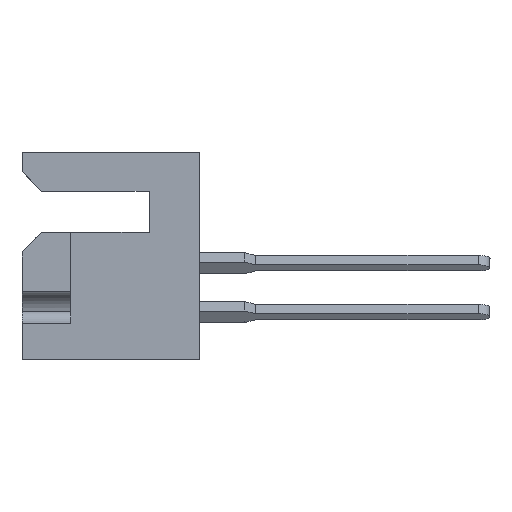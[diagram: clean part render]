
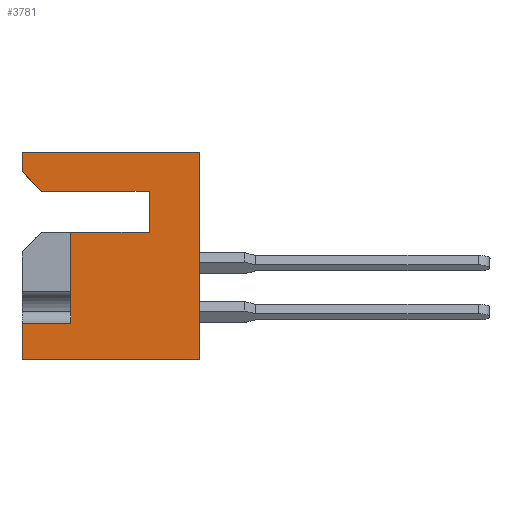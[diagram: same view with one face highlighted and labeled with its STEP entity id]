
A CAD part, left-side view. The second image highlights one B-rep face of the part: STEP entity #3781.
In plain terms, the highlighted planar face has unit normal (-1, 0, 0).
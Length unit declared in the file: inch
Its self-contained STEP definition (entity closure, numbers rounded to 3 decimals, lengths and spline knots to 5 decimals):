
#77 = EDGE_CURVE ( 'NONE', #9018, #18801, #2357, .T. ) ;
#247 = DIRECTION ( 'NONE',  ( 1., 0., 0. ) ) ;
#470 = DIRECTION ( 'NONE',  ( 0., 0., 1. ) ) ;
#636 = CARTESIAN_POINT ( 'NONE',  ( 0., 0.128, -0.1 ) ) ;
#796 = ORIENTED_EDGE ( 'NONE', *, *, #18476, .F. ) ;
#1230 = VERTEX_POINT ( 'NONE', #8326 ) ;
#1856 = VECTOR ( 'NONE', #9736, 39.37008 ) ;
#1879 = VECTOR ( 'NONE', #13515, 39.37008 ) ;
#2357 = LINE ( 'NONE', #5462, #18315 ) ;
#2712 = ORIENTED_EDGE ( 'NONE', *, *, #3205, .T. ) ;
#3001 = EDGE_CURVE ( 'NONE', #5805, #18801, #9757, .T. ) ;
#3084 = LINE ( 'NONE', #12167, #1879 ) ;
#3173 = DIRECTION ( 'NONE',  ( 0., 0., -1. ) ) ;
#3205 = EDGE_CURVE ( 'NONE', #1230, #18638, #12636, .T. ) ;
#3554 = LINE ( 'NONE', #11662, #12965 ) ;
#3781 = ADVANCED_FACE ( 'NONE', ( #7369 ), #18493, .F. ) ;
#3790 = CARTESIAN_POINT ( 'NONE',  ( 0., 0.328, -0.437 ) ) ;
#3795 = VECTOR ( 'NONE', #16416, 39.37008 ) ;
#4132 = CARTESIAN_POINT ( 'NONE',  ( 0., 0.403, -0.1 ) ) ;
#4224 = CARTESIAN_POINT ( 'NONE',  ( 0., 0.128, -0.205 ) ) ;
#4509 = CARTESIAN_POINT ( 'NONE',  ( 0., 0.328, -0.205 ) ) ;
#4722 = LINE ( 'NONE', #636, #16544 ) ;
#5323 = DIRECTION ( 'NONE',  ( 0., 0., 1. ) ) ;
#5391 = ORIENTED_EDGE ( 'NONE', *, *, #3001, .F. ) ;
#5462 = CARTESIAN_POINT ( 'NONE',  ( 0., 0.403, -0.1 ) ) ;
#5674 = VECTOR ( 'NONE', #9921, 39.37008 ) ;
#5692 = CARTESIAN_POINT ( 'NONE',  ( 0., 0., 0. ) ) ;
#5805 = VERTEX_POINT ( 'NONE', #11940 ) ;
#5904 = VECTOR ( 'NONE', #15126, 39.37008 ) ;
#6036 = EDGE_CURVE ( 'NONE', #13292, #10716, #18299, .T. ) ;
#6092 = EDGE_CURVE ( 'NONE', #16293, #10716, #18526, .T. ) ;
#6568 = ORIENTED_EDGE ( 'NONE', *, *, #6036, .F. ) ;
#6654 = CARTESIAN_POINT ( 'NONE',  ( 0., 0.453, 0. ) ) ;
#6679 = EDGE_CURVE ( 'NONE', #9018, #7091, #16833, .T. ) ;
#6916 = VECTOR ( 'NONE', #11560, 39.37008 ) ;
#7091 = VERTEX_POINT ( 'NONE', #11642 ) ;
#7369 = FACE_OUTER_BOUND ( 'NONE', #13558, .T. ) ;
#7938 = CARTESIAN_POINT ( 'NONE',  ( 0., 0., 0. ) ) ;
#8326 = CARTESIAN_POINT ( 'NONE',  ( 0., 0., -0.531 ) ) ;
#8618 = ORIENTED_EDGE ( 'NONE', *, *, #6679, .F. ) ;
#8647 = CARTESIAN_POINT ( 'NONE',  ( 0., 0.453, -0.531 ) ) ;
#9018 = VERTEX_POINT ( 'NONE', #11550 ) ;
#9078 = VERTEX_POINT ( 'NONE', #4224 ) ;
#9128 = VECTOR ( 'NONE', #470, 39.37008 ) ;
#9736 = DIRECTION ( 'NONE',  ( 0., 1., 0. ) ) ;
#9757 = LINE ( 'NONE', #17148, #5674 ) ;
#9921 = DIRECTION ( 'NONE',  ( 0., 1., 0. ) ) ;
#9986 = DIRECTION ( 'NONE',  ( 0., 1., 0. ) ) ;
#10716 = VERTEX_POINT ( 'NONE', #15600 ) ;
#10786 = CARTESIAN_POINT ( 'NONE',  ( 0., 0.453, 0. ) ) ;
#11550 = CARTESIAN_POINT ( 'NONE',  ( 0., 0.453, -0.05 ) ) ;
#11560 = DIRECTION ( 'NONE',  ( 0., -1., 0. ) ) ;
#11642 = CARTESIAN_POINT ( 'NONE',  ( 0., 0.453, 0. ) ) ;
#11662 = CARTESIAN_POINT ( 'NONE',  ( 0., 0.128, -0.205 ) ) ;
#11681 = CARTESIAN_POINT ( 'NONE',  ( 0., 0.328, -0.205 ) ) ;
#11940 = CARTESIAN_POINT ( 'NONE',  ( 0., 0.128, -0.1 ) ) ;
#11989 = LINE ( 'NONE', #11681, #3795 ) ;
#12167 = CARTESIAN_POINT ( 'NONE',  ( 0., 0.453, 0. ) ) ;
#12636 = LINE ( 'NONE', #5692, #5904 ) ;
#12905 = ORIENTED_EDGE ( 'NONE', *, *, #13957, .T. ) ;
#12965 = VECTOR ( 'NONE', #9986, 39.37008 ) ;
#13276 = EDGE_CURVE ( 'NONE', #9078, #14210, #3554, .T. ) ;
#13292 = VERTEX_POINT ( 'NONE', #8647 ) ;
#13368 = AXIS2_PLACEMENT_3D ( 'NONE', #10786, #247, #3173 ) ;
#13515 = DIRECTION ( 'NONE',  ( 0., -1., 0. ) ) ;
#13558 = EDGE_LOOP ( 'NONE', ( #16164, #6568, #12905, #2712, #796, #8618, #17075, #5391, #15218, #16686, #17649 ) ) ;
#13957 = EDGE_CURVE ( 'NONE', #13292, #1230, #19944, .T. ) ;
#13960 = CARTESIAN_POINT ( 'NONE',  ( 0., 0.453, 0. ) ) ;
#14210 = VERTEX_POINT ( 'NONE', #4509 ) ;
#14685 = DIRECTION ( 'NONE',  ( 0., -0.707, -0.707 ) ) ;
#14985 = CARTESIAN_POINT ( 'NONE',  ( 0., 0.328, -0.437 ) ) ;
#15126 = DIRECTION ( 'NONE',  ( 0., 0., 1. ) ) ;
#15218 = ORIENTED_EDGE ( 'NONE', *, *, #19980, .F. ) ;
#15600 = CARTESIAN_POINT ( 'NONE',  ( 0., 0.453, -0.437 ) ) ;
#16164 = ORIENTED_EDGE ( 'NONE', *, *, #6092, .T. ) ;
#16240 = CARTESIAN_POINT ( 'NONE',  ( 0., 0.453, -0.531 ) ) ;
#16293 = VERTEX_POINT ( 'NONE', #14985 ) ;
#16416 = DIRECTION ( 'NONE',  ( 0., 0., 1. ) ) ;
#16544 = VECTOR ( 'NONE', #5323, 39.37008 ) ;
#16686 = ORIENTED_EDGE ( 'NONE', *, *, #13276, .T. ) ;
#16833 = LINE ( 'NONE', #13960, #19955 ) ;
#17075 = ORIENTED_EDGE ( 'NONE', *, *, #77, .T. ) ;
#17148 = CARTESIAN_POINT ( 'NONE',  ( 0., 0.128, -0.1 ) ) ;
#17649 = ORIENTED_EDGE ( 'NONE', *, *, #18853, .F. ) ;
#18299 = LINE ( 'NONE', #6654, #9128 ) ;
#18315 = VECTOR ( 'NONE', #14685, 39.37008 ) ;
#18476 = EDGE_CURVE ( 'NONE', #7091, #18638, #3084, .T. ) ;
#18493 = PLANE ( 'NONE',  #13368 ) ;
#18526 = LINE ( 'NONE', #3790, #1856 ) ;
#18638 = VERTEX_POINT ( 'NONE', #7938 ) ;
#18801 = VERTEX_POINT ( 'NONE', #4132 ) ;
#18853 = EDGE_CURVE ( 'NONE', #16293, #14210, #11989, .T. ) ;
#19944 = LINE ( 'NONE', #16240, #6916 ) ;
#19955 = VECTOR ( 'NONE', #19957, 39.37008 ) ;
#19957 = DIRECTION ( 'NONE',  ( 0., 0., 1. ) ) ;
#19980 = EDGE_CURVE ( 'NONE', #9078, #5805, #4722, .T. ) ;
